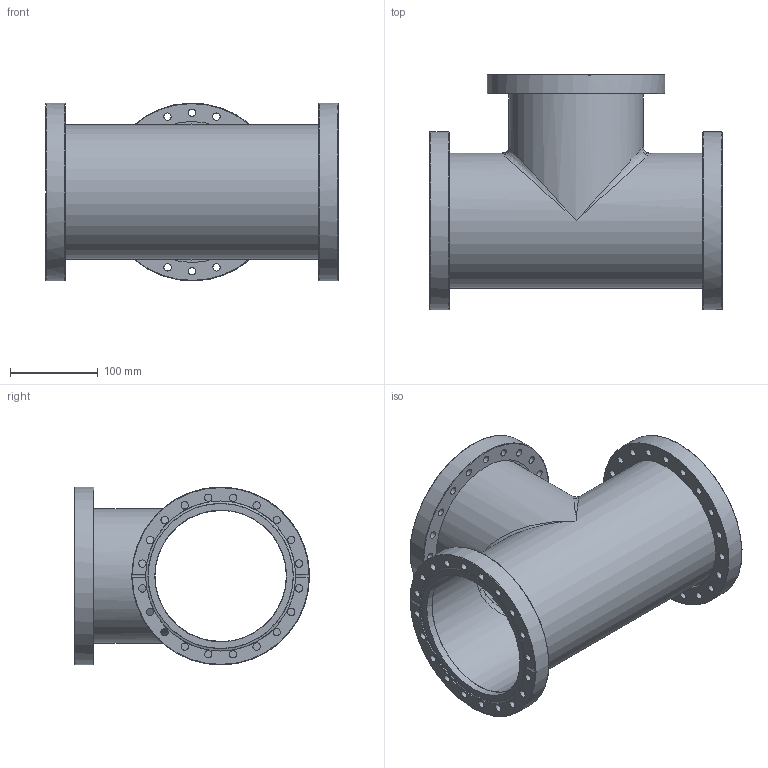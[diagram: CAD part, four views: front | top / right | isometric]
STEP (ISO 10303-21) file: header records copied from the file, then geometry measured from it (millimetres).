
FILE_DESCRIPTION((''),'2;1');
FILE_NAME('TE150R-304.stp','2009-04-24T11:10:58',('hasers'),(''),'Autodesk Inventor 2008','Autodesk Inventor 2008','');
FILE_SCHEMA(('AUTOMOTIVE_DESIGN { 1 0 10303 214 1 1 1 1 }'));
Length unit declared in the file: millimetre
Products named in the file (5): TE150R-304; Rohre [Subject [Summary]=T-Collar][Keywords [Summary]=1.4404][Title [Summary]=TEE150-CF]; CF-07 [Keywords [Summary]=1.4301][Company [Summary]=Vacom][Title [Summary]=F150B154]; CF-R [Subject [Summary]=-304][Title [Summary]=F150RIB154]; CF-R [Subject [Summary]=-304][Title [Summary]=F150RO]
Assembly tree (6 placements, depth 2):
  TE150R-304
    Rohre [Subject [Summary]=T-Collar][Keywords [Summary]=1.4404][Title [Summary]=TEE150-CF]
    CF-07 [Keywords [Summary]=1.4301][Company [Summary]=Vacom][Title [Summary]=F150B154]
    CF-R [Subject [Summary]=-304][Title [Summary]=F150RIB154]  x2
    CF-R [Subject [Summary]=-304][Title [Summary]=F150RO]  x2
Bounding box: 334 x 268.5 x 203 mm (x, y, z)
Volume: 1169194.6 mm3; surface area: 592006.9 mm2
Topology: 6 solids, 6 shells, 142 faces, 430 edges, 294 vertices
Faces by surface type: bspline 79, cylinder 19, plane 18, torus 18, cone 8
Full cylindrical faces by diameter (mm): 150 x2, 150.5 x1, 154 x2, 154.5 x1, 171.3 x2, 171.4 x1, 172.1 x2, 203 x3
Entity records: 4560 total; most frequent: CARTESIAN_POINT 2393, DIRECTION 388, ORIENTED_EDGE 320, EDGE_LOOP 256, AXIS2_PLACEMENT_3D 190, FACE_BOUND 161, EDGE_CURVE 160, VERTEX_POINT 144
